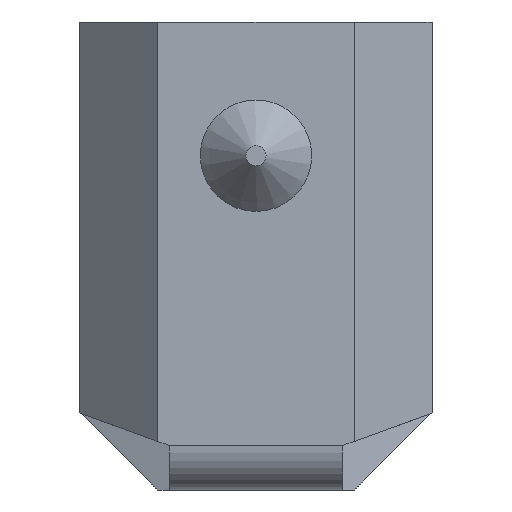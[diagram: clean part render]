
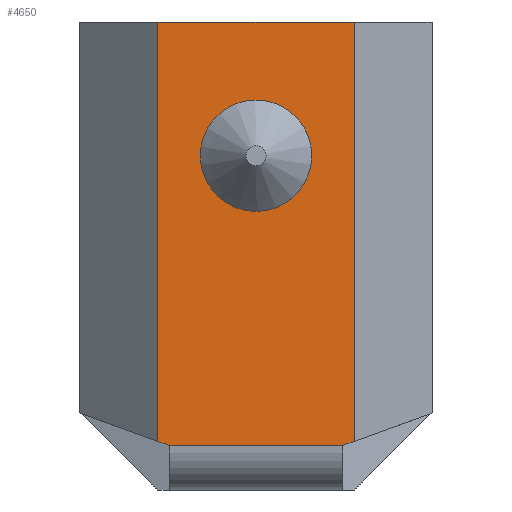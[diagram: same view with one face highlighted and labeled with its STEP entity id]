
A CAD part, front view. The second image highlights one B-rep face of the part: STEP entity #4650.
In plain terms, the highlighted planar face has unit normal (0, -1, 0).
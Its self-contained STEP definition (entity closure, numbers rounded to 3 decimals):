
#29 = DIRECTION ( 'NONE',  ( 0.94, 0., -0.342 ) ) ;
#105 = VERTEX_POINT ( 'NONE', #4593 ) ;
#148 = ORIENTED_EDGE ( 'NONE', *, *, #4814, .F. ) ;
#201 = DIRECTION ( 'NONE',  ( 0., -1., 0. ) ) ;
#378 = ORIENTED_EDGE ( 'NONE', *, *, #3431, .T. ) ;
#477 = ORIENTED_EDGE ( 'NONE', *, *, #638, .F. ) ;
#492 = EDGE_LOOP ( 'NONE', ( #148 ) ) ;
#613 = CARTESIAN_POINT ( 'NONE',  ( -3.9, 0., 2. ) ) ;
#620 = VERTEX_POINT ( 'NONE', #4371 ) ;
#621 = EDGE_CURVE ( 'NONE', #4316, #105, #2623, .T. ) ;
#638 = EDGE_CURVE ( 'NONE', #1829, #620, #2192, .T. ) ;
#699 = AXIS2_PLACEMENT_3D ( 'NONE', #889, #3689, #1289 ) ;
#722 = DIRECTION ( 'NONE',  ( -1., 0., 0. ) ) ;
#889 = CARTESIAN_POINT ( 'NONE',  ( 3.9, 0., 21. ) ) ;
#1024 = ORIENTED_EDGE ( 'NONE', *, *, #3660, .T. ) ;
#1058 = VECTOR ( 'NONE', #722, 1000. ) ;
#1065 = DIRECTION ( 'NONE',  ( 0.94, 0., 0.342 ) ) ;
#1289 = DIRECTION ( 'NONE',  ( 0., 0., 1. ) ) ;
#1297 = ORIENTED_EDGE ( 'NONE', *, *, #3492, .F. ) ;
#1388 = DIRECTION ( 'NONE',  ( -1., 0., 0. ) ) ;
#1575 = CARTESIAN_POINT ( 'NONE',  ( 4.4, 0., 21. ) ) ;
#1680 = PLANE ( 'NONE',  #699 ) ;
#1695 = CARTESIAN_POINT ( 'NONE',  ( -4.4, 0., 2.182 ) ) ;
#1794 = FACE_OUTER_BOUND ( 'NONE', #5004, .T. ) ;
#1829 = VERTEX_POINT ( 'NONE', #1695 ) ;
#2178 = ORIENTED_EDGE ( 'NONE', *, *, #621, .F. ) ;
#2192 = LINE ( 'NONE', #4295, #2205 ) ;
#2204 = LINE ( 'NONE', #3521, #1058 ) ;
#2205 = VECTOR ( 'NONE', #3629, 1000. ) ;
#2258 = VECTOR ( 'NONE', #29, 1000. ) ;
#2439 = CARTESIAN_POINT ( 'NONE',  ( 3.9, 0., 2. ) ) ;
#2557 = VECTOR ( 'NONE', #4276, 1000. ) ;
#2611 = FACE_BOUND ( 'NONE', #492, .T. ) ;
#2623 = LINE ( 'NONE', #4452, #2557 ) ;
#2648 = CARTESIAN_POINT ( 'NONE',  ( 0., 0., 15. ) ) ;
#2759 = AXIS2_PLACEMENT_3D ( 'NONE', #2648, #201, #3024 ) ;
#2872 = CARTESIAN_POINT ( 'NONE',  ( -7.9, 0., 3.456 ) ) ;
#3019 = LINE ( 'NONE', #4198, #4108 ) ;
#3024 = DIRECTION ( 'NONE',  ( 0., 0., 1. ) ) ;
#3250 = EDGE_CURVE ( 'NONE', #4316, #620, #3019, .T. ) ;
#3361 = LINE ( 'NONE', #2872, #2258 ) ;
#3431 = EDGE_CURVE ( 'NONE', #5159, #105, #3806, .T. ) ;
#3492 = EDGE_CURVE ( 'NONE', #5159, #4092, #2204, .T. ) ;
#3521 = CARTESIAN_POINT ( 'NONE',  ( 3.9, 0., 2. ) ) ;
#3629 = DIRECTION ( 'NONE',  ( 0., 0., 1. ) ) ;
#3660 = EDGE_CURVE ( 'NONE', #1829, #4092, #3361, .T. ) ;
#3689 = DIRECTION ( 'NONE',  ( 0., 1., 0. ) ) ;
#3800 = VECTOR ( 'NONE', #1065, 1000. ) ;
#3806 = LINE ( 'NONE', #3862, #3800 ) ;
#3862 = CARTESIAN_POINT ( 'NONE',  ( 7.9, 0., 3.456 ) ) ;
#4092 = VERTEX_POINT ( 'NONE', #613 ) ;
#4108 = VECTOR ( 'NONE', #1388, 1000. ) ;
#4131 = ORIENTED_EDGE ( 'NONE', *, *, #3250, .T. ) ;
#4198 = CARTESIAN_POINT ( 'NONE',  ( 3.9, 0., 21. ) ) ;
#4276 = DIRECTION ( 'NONE',  ( 0., 0., -1. ) ) ;
#4295 = CARTESIAN_POINT ( 'NONE',  ( -4.4, 0., 21. ) ) ;
#4316 = VERTEX_POINT ( 'NONE', #1575 ) ;
#4371 = CARTESIAN_POINT ( 'NONE',  ( -4.4, 0., 21. ) ) ;
#4452 = CARTESIAN_POINT ( 'NONE',  ( 4.4, 0., 21. ) ) ;
#4475 = VERTEX_POINT ( 'NONE', #4542 ) ;
#4542 = CARTESIAN_POINT ( 'NONE',  ( 0., 0., 17.5 ) ) ;
#4593 = CARTESIAN_POINT ( 'NONE',  ( 4.4, 0., 2.182 ) ) ;
#4650 = ADVANCED_FACE ( 'NONE', ( #1794, #2611 ), #1680, .F. ) ;
#4814 = EDGE_CURVE ( 'NONE', #4475, #4475, #5218, .T. ) ;
#5004 = EDGE_LOOP ( 'NONE', ( #1024, #1297, #378, #2178, #4131, #477 ) ) ;
#5159 = VERTEX_POINT ( 'NONE', #2439 ) ;
#5218 = CIRCLE ( 'NONE', #2759, 2.5 ) ;
